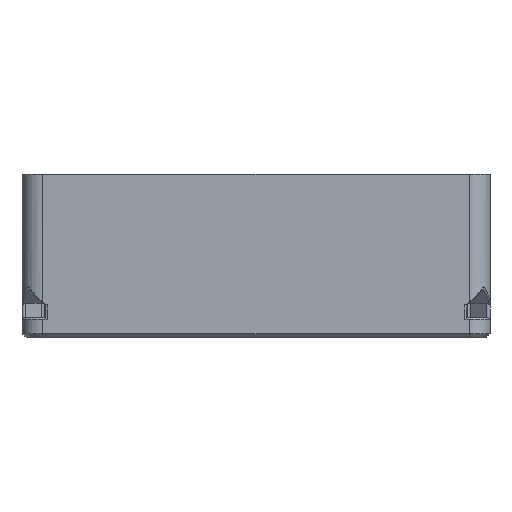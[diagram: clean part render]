
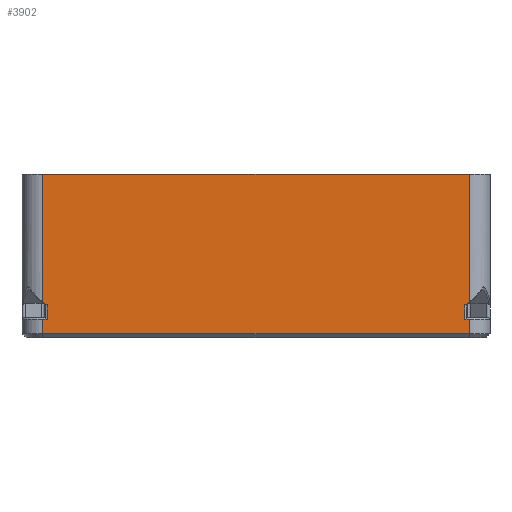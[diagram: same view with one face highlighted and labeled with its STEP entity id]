
A CAD part, front view. The second image highlights one B-rep face of the part: STEP entity #3902.
In plain terms, the highlighted planar face has unit normal (0, -1, 0).
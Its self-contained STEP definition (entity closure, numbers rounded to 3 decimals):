
#119=B_SPLINE_CURVE_WITH_KNOTS('',3,(#6539,#6540,#6541,#6542),
 .UNSPECIFIED.,.F.,.F.,(4,4),(2.31,2.356),
 .UNSPECIFIED.);
#133=B_SPLINE_CURVE_WITH_KNOTS('',3,(#6952,#6953,#6954,#6955),
 .UNSPECIFIED.,.F.,.F.,(4,4),(2.31,2.356),
 .UNSPECIFIED.);
#403=FACE_OUTER_BOUND('',#624,.T.);
#624=EDGE_LOOP('',(#3360,#3361,#3362,#3363,#3364,#3365,#3366,#3367,#3368,
#3369,#3370,#3371,#3372,#3373));
#675=LINE('',#5443,#1039);
#904=LINE('',#6451,#1268);
#907=LINE('',#6460,#1271);
#912=LINE('',#6574,#1276);
#913=LINE('',#6579,#1277);
#930=LINE('',#6635,#1294);
#966=LINE('',#6852,#1330);
#968=LINE('',#6856,#1332);
#970=LINE('',#6865,#1334);
#978=LINE('',#6990,#1342);
#979=LINE('',#6992,#1343);
#980=LINE('',#6993,#1344);
#1039=VECTOR('',#4337,10.);
#1268=VECTOR('',#4962,10.);
#1271=VECTOR('',#4969,10.);
#1276=VECTOR('',#4980,10.);
#1277=VECTOR('',#4985,10.);
#1294=VECTOR('',#5046,0.5);
#1330=VECTOR('',#5192,10.);
#1332=VECTOR('',#5196,10.);
#1334=VECTOR('',#5204,10.);
#1342=VECTOR('',#5218,10.);
#1343=VECTOR('',#5219,0.5);
#1344=VECTOR('',#5220,10.);
#1511=VERTEX_POINT('',#5440);
#1512=VERTEX_POINT('',#5442);
#1735=VERTEX_POINT('',#6441);
#1738=VERTEX_POINT('',#6449);
#1739=VERTEX_POINT('',#6453);
#1742=VERTEX_POINT('',#6458);
#1746=VERTEX_POINT('',#6512);
#1751=VERTEX_POINT('',#6577);
#1804=VERTEX_POINT('',#6843);
#1808=VERTEX_POINT('',#6855);
#1810=VERTEX_POINT('',#6861);
#1812=VERTEX_POINT('',#6864);
#1818=VERTEX_POINT('',#6921);
#1824=VERTEX_POINT('',#6991);
#1885=EDGE_CURVE('',#1511,#1512,#675,.T.);
#2217=EDGE_CURVE('',#1738,#1735,#904,.T.);
#2221=EDGE_CURVE('',#1742,#1739,#907,.T.);
#2229=EDGE_CURVE('',#1746,#1742,#119,.T.);
#2235=EDGE_CURVE('',#1512,#1746,#912,.T.);
#2237=EDGE_CURVE('',#1751,#1738,#913,.T.);
#2266=EDGE_CURVE('',#1739,#1751,#930,.T.);
#2335=EDGE_CURVE('',#1804,#1735,#966,.T.);
#2337=EDGE_CURVE('',#1808,#1804,#968,.T.);
#2341=EDGE_CURVE('',#1812,#1810,#970,.T.);
#2352=EDGE_CURVE('',#1818,#1812,#133,.T.);
#2359=EDGE_CURVE('',#1511,#1818,#978,.T.);
#2360=EDGE_CURVE('',#1810,#1824,#979,.T.);
#2361=EDGE_CURVE('',#1824,#1808,#980,.T.);
#3360=ORIENTED_EDGE('',*,*,#2359,.T.);
#3361=ORIENTED_EDGE('',*,*,#2352,.T.);
#3362=ORIENTED_EDGE('',*,*,#2341,.T.);
#3363=ORIENTED_EDGE('',*,*,#2360,.T.);
#3364=ORIENTED_EDGE('',*,*,#2361,.T.);
#3365=ORIENTED_EDGE('',*,*,#2337,.T.);
#3366=ORIENTED_EDGE('',*,*,#2335,.T.);
#3367=ORIENTED_EDGE('',*,*,#2217,.F.);
#3368=ORIENTED_EDGE('',*,*,#2237,.F.);
#3369=ORIENTED_EDGE('',*,*,#2266,.F.);
#3370=ORIENTED_EDGE('',*,*,#2221,.F.);
#3371=ORIENTED_EDGE('',*,*,#2229,.F.);
#3372=ORIENTED_EDGE('',*,*,#2235,.F.);
#3373=ORIENTED_EDGE('',*,*,#1885,.F.);
#3713=PLANE('',#4251);
#3902=ADVANCED_FACE('',(#403),#3713,.F.);
#4251=AXIS2_PLACEMENT_3D('',#6989,#5216,#5217);
#4337=DIRECTION('',(1.,0.,0.));
#4962=DIRECTION('',(0.,0.,-1.));
#4969=DIRECTION('',(-0.816,0.,-0.577));
#4980=DIRECTION('',(0.,0.,-1.));
#4985=DIRECTION('',(1.,0.,0.));
#5046=DIRECTION('',(0.,0.,-1.));
#5192=DIRECTION('',(1.,0.,0.));
#5196=DIRECTION('',(0.,0.,-1.));
#5204=DIRECTION('',(0.816,0.,-0.577));
#5216=DIRECTION('center_axis',(0.,1.,0.));
#5217=DIRECTION('ref_axis',(-1.,0.,0.));
#5218=DIRECTION('',(0.,0.,-1.));
#5219=DIRECTION('',(0.,0.,-1.));
#5220=DIRECTION('',(-1.,0.,0.));
#5440=CARTESIAN_POINT('',(-53.3,-58.5,37.9));
#5442=CARTESIAN_POINT('',(53.3,-58.5,37.9));
#5443=CARTESIAN_POINT('',(-53.3,-58.5,37.9));
#6441=CARTESIAN_POINT('',(53.3,-58.5,-2.));
#6449=CARTESIAN_POINT('',(53.3,-58.5,1.6));
#6451=CARTESIAN_POINT('',(53.3,-58.5,0.));
#6453=CARTESIAN_POINT('',(52.202,-58.5,5.236));
#6458=CARTESIAN_POINT('',(53.069,-58.5,5.85));
#6460=CARTESIAN_POINT('',(33.594,-58.5,-7.921));
#6512=CARTESIAN_POINT('',(53.3,-58.5,6.017));
#6539=CARTESIAN_POINT('Ctrl Pts',(53.3,-58.5,6.017));
#6540=CARTESIAN_POINT('Ctrl Pts',(53.223,-58.5,5.96));
#6541=CARTESIAN_POINT('Ctrl Pts',(53.146,-58.5,5.904));
#6542=CARTESIAN_POINT('Ctrl Pts',(53.069,-58.5,5.85));
#6574=CARTESIAN_POINT('',(53.3,-58.5,0.));
#6577=CARTESIAN_POINT('',(52.202,-58.5,1.6));
#6579=CARTESIAN_POINT('',(26.65,-58.5,1.6));
#6635=CARTESIAN_POINT('',(52.202,-58.5,0.));
#6843=CARTESIAN_POINT('',(-53.3,-58.5,-2.));
#6852=CARTESIAN_POINT('',(-14.625,-58.5,-2.));
#6855=CARTESIAN_POINT('',(-53.3,-58.5,1.6));
#6856=CARTESIAN_POINT('',(-53.3,-58.5,0.));
#6861=CARTESIAN_POINT('',(-52.202,-58.5,5.236));
#6864=CARTESIAN_POINT('',(-53.069,-58.5,5.85));
#6865=CARTESIAN_POINT('',(-33.594,-58.5,-7.921));
#6921=CARTESIAN_POINT('',(-53.3,-58.5,6.017));
#6952=CARTESIAN_POINT('Ctrl Pts',(-53.3,-58.5,6.017));
#6953=CARTESIAN_POINT('Ctrl Pts',(-53.223,-58.5,5.96));
#6954=CARTESIAN_POINT('Ctrl Pts',(-53.146,-58.5,5.904));
#6955=CARTESIAN_POINT('Ctrl Pts',(-53.069,-58.5,5.85));
#6989=CARTESIAN_POINT('Origin',(0.,-58.5,0.));
#6990=CARTESIAN_POINT('',(-53.3,-58.5,0.));
#6991=CARTESIAN_POINT('',(-52.202,-58.5,1.6));
#6992=CARTESIAN_POINT('',(-52.202,-58.5,0.));
#6993=CARTESIAN_POINT('',(-26.65,-58.5,1.6));
